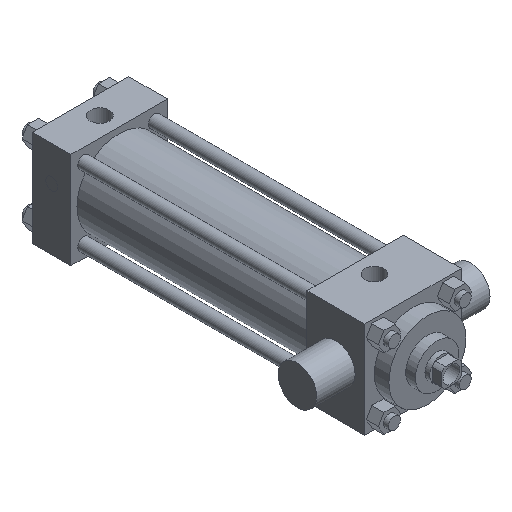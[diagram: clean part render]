
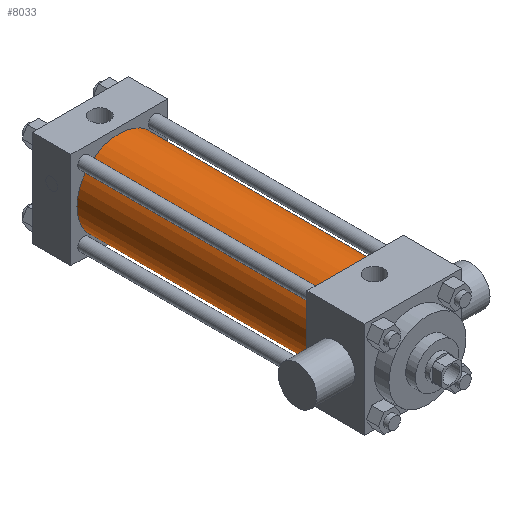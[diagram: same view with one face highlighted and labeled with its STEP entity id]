
A CAD part, isometric view. The second image highlights one B-rep face of the part: STEP entity #8033.
In plain terms, the highlighted cylindrical face has radius 27.813 mm (diameter 55.626 mm), a full revolution.
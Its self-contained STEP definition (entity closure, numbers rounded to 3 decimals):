
#503=EDGE_CURVE('',#509,#509,#504,.T.);
#504=CIRCLE('',#505,27.813);
#505=AXIS2_PLACEMENT_3D('',#506,#507,#508);
#506=CARTESIAN_POINT('',(0.,63.5,0.));
#507=DIRECTION('',(0.,1.,0.));
#508=DIRECTION('',(1.,0.,0.));
#509=VERTEX_POINT('',#510);
#510=CARTESIAN_POINT('',(27.813,63.5,0.));
#2364=FACE_OUTER_BOUND('',#2366,.T.);
#2365=FACE_BOUND('',#2367,.T.);
#2366=EDGE_LOOP('',(#2368));
#2367=EDGE_LOOP('',(#2377));
#2368=ORIENTED_EDGE('',*,*,#2369,.F.);
#2369=EDGE_CURVE('',#2375,#2375,#2370,.T.);
#2370=CIRCLE('',#2371,27.813);
#2371=AXIS2_PLACEMENT_3D('',#2372,#2373,#2374);
#2372=CARTESIAN_POINT('',(0.,219.075,0.));
#2373=DIRECTION('',(0.,1.,0.));
#2374=DIRECTION('',(1.,0.,0.));
#2375=VERTEX_POINT('',#2376);
#2376=CARTESIAN_POINT('',(27.813,219.075,0.));
#2377=ORIENTED_EDGE('',*,*,#503,.F.);
#2378=CYLINDRICAL_SURFACE('',#2379,27.813);
#2379=AXIS2_PLACEMENT_3D('',#2380,#2381,#2382);
#2380=CARTESIAN_POINT('',(0.,219.075,0.));
#2381=DIRECTION('',(0.,-1.,0.));
#2382=DIRECTION('',(0.,0.,-1.));
#8033=ADVANCED_FACE('',(#2364,#2365),#2378,.T.);
